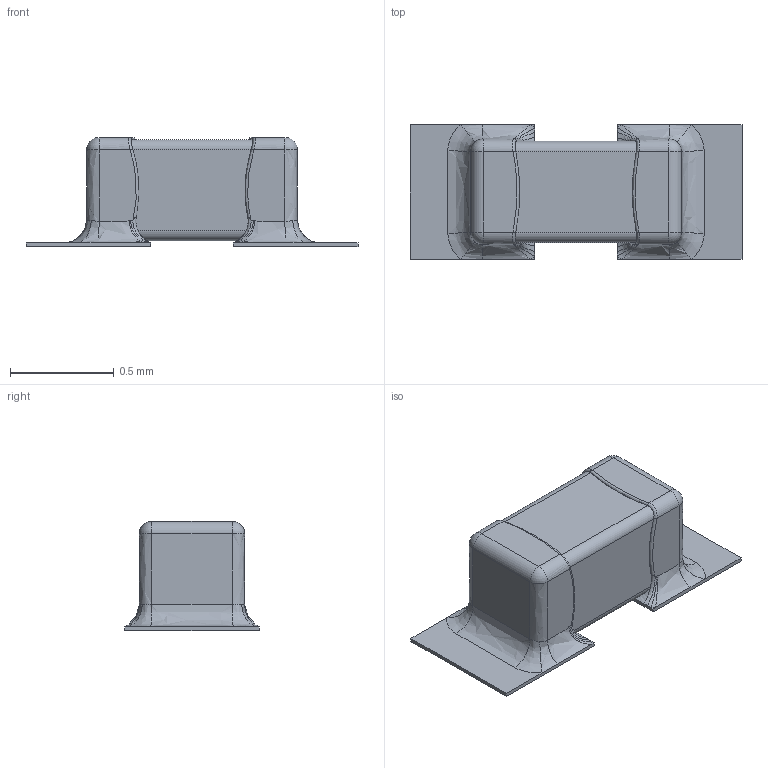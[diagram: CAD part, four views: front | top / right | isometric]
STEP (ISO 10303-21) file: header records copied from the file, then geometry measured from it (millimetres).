
FILE_DESCRIPTION(('FreeCAD Model'),'2;1');
FILE_NAME('Ceramic_Capacitor_0402_h20mil_Solder.step', '2020-11-22T17:54:19',('Author'),(''), 'Open CASCADE STEP processor 7.3','FreeCAD','Unknown');
FILE_SCHEMA(('AUTOMOTIVE_DESIGN { 1 0 10303 214 1 1 1 1 }'));
Length unit declared in the file: millimetre
Products named in the file (4): Ceramic_Capacitor_0402_h20mil_Solder; CeramicBody; Pin2; Pin1
Assembly tree (3 placements, depth 2):
  Ceramic_Capacitor_0402_h20mil_Solder
    CeramicBody
    Pin2
    Pin1
Bounding box: 1.6 x 0.65 x 0.53 mm (x, y, z)
Volume: 0.3 mm3; surface area: 5.4 mm2
Topology: 3 solids, 3 shells, 110 faces, 268 edges, 160 vertices
Faces by surface type: bspline 60, plane 34, cylinder 12, sphere 4
Entity records: 12354 total; most frequent: CARTESIAN_POINT 7178, DIRECTION 540, ORIENTED_EDGE 528, PCURVE 528, DEFINITIONAL_REPRESENTATION 528, LINE 360, VECTOR 360, B_SPLINE_CURVE_WITH_KNOTS 340
